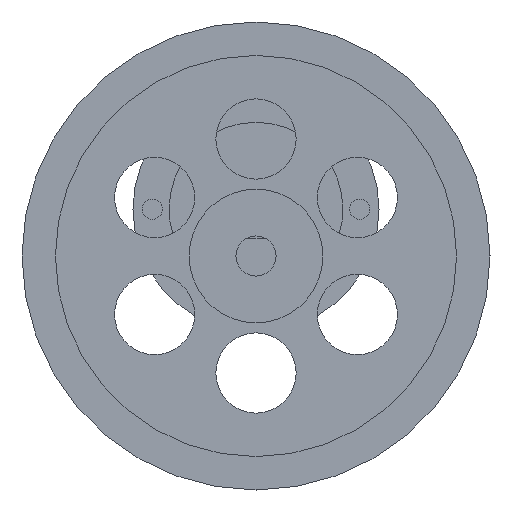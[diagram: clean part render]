
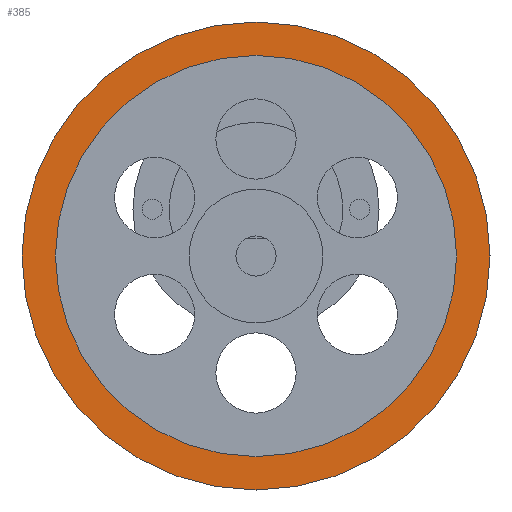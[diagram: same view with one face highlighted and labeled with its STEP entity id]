
A CAD part, left-side view. The second image highlights one B-rep face of the part: STEP entity #385.
In plain terms, the highlighted planar face has unit normal (-1, 0, 0).
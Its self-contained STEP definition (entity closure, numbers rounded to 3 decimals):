
#47 = VERTEX_POINT('',#48);
#48 = CARTESIAN_POINT('',(-114.25,45.,10.));
#55 = CYLINDRICAL_SURFACE('',#56,35.);
#56 = AXIS2_PLACEMENT_3D('',#57,#58,#59);
#57 = CARTESIAN_POINT('',(-105.75,10.,10.));
#58 = DIRECTION('',(1.,0.,0.));
#59 = DIRECTION('',(0.,1.,0.));
#74 = EDGE_CURVE('',#47,#47,#75,.T.);
#75 = SURFACE_CURVE('',#76,(#81,#88),.PCURVE_S1.);
#76 = CIRCLE('',#77,35.);
#77 = AXIS2_PLACEMENT_3D('',#78,#79,#80);
#78 = CARTESIAN_POINT('',(-114.25,10.,10.));
#79 = DIRECTION('',(1.,0.,0.));
#80 = DIRECTION('',(0.,1.,0.));
#81 = PCURVE('',#55,#82);
#82 = DEFINITIONAL_REPRESENTATION('',(#83),#87);
#83 = LINE('',#84,#85);
#84 = CARTESIAN_POINT('',(0.,-8.5));
#85 = VECTOR('',#86,1.);
#86 = DIRECTION('',(1.,0.));
#87 = ( GEOMETRIC_REPRESENTATION_CONTEXT(2) 
PARAMETRIC_REPRESENTATION_CONTEXT() REPRESENTATION_CONTEXT('2D SPACE',''
  ) );
#88 = PCURVE('',#89,#94);
#89 = PLANE('',#90);
#90 = AXIS2_PLACEMENT_3D('',#91,#92,#93);
#91 = CARTESIAN_POINT('',(-114.25,10.,10.));
#92 = DIRECTION('',(-1.,0.,0.));
#93 = DIRECTION('',(0.,0.,-1.));
#94 = DEFINITIONAL_REPRESENTATION('',(#95),#103);
#95 = ( BOUNDED_CURVE() B_SPLINE_CURVE(2,(#96,#97,#98,#99,#100,#101,#102
),.UNSPECIFIED.,.T.,.F.) B_SPLINE_CURVE_WITH_KNOTS((1,2,2,2,2,1),(
    -2.094,0.,2.094,4.189,6.283,
8.378),.UNSPECIFIED.) CURVE() GEOMETRIC_REPRESENTATION_ITEM() 
RATIONAL_B_SPLINE_CURVE((1.,0.5,1.,0.5,1.,0.5,1.)) REPRESENTATION_ITEM(
  '') );
#96 = CARTESIAN_POINT('',(0.,-35.));
#97 = CARTESIAN_POINT('',(-60.622,-35.));
#98 = CARTESIAN_POINT('',(-30.311,17.5));
#99 = CARTESIAN_POINT('',(0.,70.));
#100 = CARTESIAN_POINT('',(30.311,17.5));
#101 = CARTESIAN_POINT('',(60.622,-35.));
#102 = CARTESIAN_POINT('',(0.,-35.));
#103 = ( GEOMETRIC_REPRESENTATION_CONTEXT(2) 
PARAMETRIC_REPRESENTATION_CONTEXT() REPRESENTATION_CONTEXT('2D SPACE',''
  ) );
#385 = ADVANCED_FACE('',(#386,#389),#89,.T.);
#386 = FACE_BOUND('',#387,.F.);
#387 = EDGE_LOOP('',(#388));
#388 = ORIENTED_EDGE('',*,*,#74,.T.);
#389 = FACE_BOUND('',#390,.F.);
#390 = EDGE_LOOP('',(#391));
#391 = ORIENTED_EDGE('',*,*,#392,.F.);
#392 = EDGE_CURVE('',#393,#393,#395,.T.);
#393 = VERTEX_POINT('',#394);
#394 = CARTESIAN_POINT('',(-114.25,40.,10.));
#395 = SURFACE_CURVE('',#396,(#401,#412),.PCURVE_S1.);
#396 = CIRCLE('',#397,30.);
#397 = AXIS2_PLACEMENT_3D('',#398,#399,#400);
#398 = CARTESIAN_POINT('',(-114.25,10.,10.));
#399 = DIRECTION('',(1.,0.,0.));
#400 = DIRECTION('',(0.,1.,0.));
#401 = PCURVE('',#89,#402);
#402 = DEFINITIONAL_REPRESENTATION('',(#403),#411);
#403 = ( BOUNDED_CURVE() B_SPLINE_CURVE(2,(#404,#405,#406,#407,#408,#409
,#410),.UNSPECIFIED.,.T.,.F.) B_SPLINE_CURVE_WITH_KNOTS((1,2,2,2,2,1),(
    -2.094,0.,2.094,4.189,6.283,
8.378),.UNSPECIFIED.) CURVE() GEOMETRIC_REPRESENTATION_ITEM() 
RATIONAL_B_SPLINE_CURVE((1.,0.5,1.,0.5,1.,0.5,1.)) REPRESENTATION_ITEM(
  '') );
#404 = CARTESIAN_POINT('',(0.,-30.));
#405 = CARTESIAN_POINT('',(-51.962,-30.));
#406 = CARTESIAN_POINT('',(-25.981,15.));
#407 = CARTESIAN_POINT('',(0.,60.));
#408 = CARTESIAN_POINT('',(25.981,15.));
#409 = CARTESIAN_POINT('',(51.962,-30.));
#410 = CARTESIAN_POINT('',(0.,-30.));
#411 = ( GEOMETRIC_REPRESENTATION_CONTEXT(2) 
PARAMETRIC_REPRESENTATION_CONTEXT() REPRESENTATION_CONTEXT('2D SPACE',''
  ) );
#412 = PCURVE('',#413,#418);
#413 = CYLINDRICAL_SURFACE('',#414,30.);
#414 = AXIS2_PLACEMENT_3D('',#415,#416,#417);
#415 = CARTESIAN_POINT('',(-114.25,10.,10.));
#416 = DIRECTION('',(-1.,0.,0.));
#417 = DIRECTION('',(0.,1.,0.));
#418 = DEFINITIONAL_REPRESENTATION('',(#419),#423);
#419 = LINE('',#420,#421);
#420 = CARTESIAN_POINT('',(-0.,0.));
#421 = VECTOR('',#422,1.);
#422 = DIRECTION('',(-1.,0.));
#423 = ( GEOMETRIC_REPRESENTATION_CONTEXT(2) 
PARAMETRIC_REPRESENTATION_CONTEXT() REPRESENTATION_CONTEXT('2D SPACE',''
  ) );
